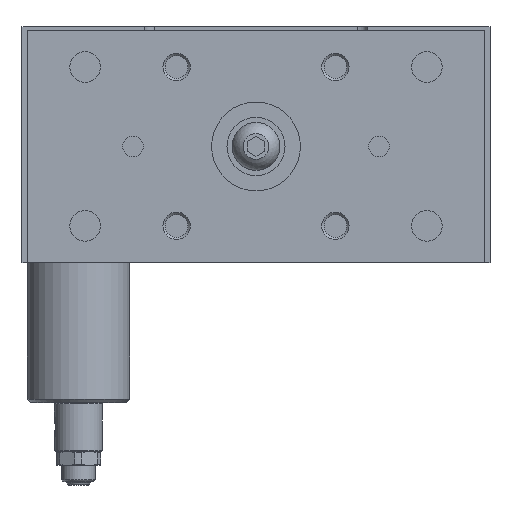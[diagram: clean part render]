
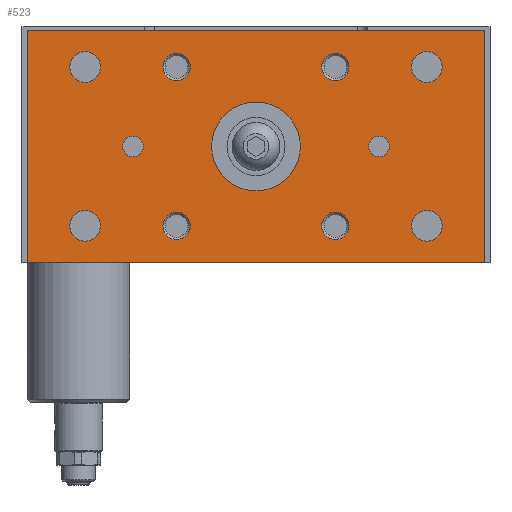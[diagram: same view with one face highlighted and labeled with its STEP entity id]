
A CAD part, left-side view. The second image highlights one B-rep face of the part: STEP entity #523.
In plain terms, the highlighted planar face has unit normal (-1, 0, 0).
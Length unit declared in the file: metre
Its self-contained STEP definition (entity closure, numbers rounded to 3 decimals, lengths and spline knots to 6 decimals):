
#523 = ADVANCED_FACE( '', ( #1471, #1472, #1473, #1474, #1475, #1476, #1477, #1478, #1479, #1480, #1481, #1482 ), #1483, .F. );
#1471 = FACE_BOUND( '', #3146, .T. );
#1472 = FACE_BOUND( '', #3147, .T. );
#1473 = FACE_BOUND( '', #3148, .T. );
#1474 = FACE_BOUND( '', #3149, .T. );
#1475 = FACE_BOUND( '', #3150, .T. );
#1476 = FACE_BOUND( '', #3151, .T. );
#1477 = FACE_BOUND( '', #3152, .T. );
#1478 = FACE_BOUND( '', #3153, .T. );
#1479 = FACE_BOUND( '', #3154, .T. );
#1480 = FACE_BOUND( '', #3155, .T. );
#1481 = FACE_BOUND( '', #3156, .T. );
#1482 = FACE_OUTER_BOUND( '', #3157, .T. );
#1483 = PLANE( '', #3158 );
#3146 = EDGE_LOOP( '', ( #4905 ) );
#3147 = EDGE_LOOP( '', ( #4906 ) );
#3148 = EDGE_LOOP( '', ( #4907 ) );
#3149 = EDGE_LOOP( '', ( #4908 ) );
#3150 = EDGE_LOOP( '', ( #4909 ) );
#3151 = EDGE_LOOP( '', ( #4910 ) );
#3152 = EDGE_LOOP( '', ( #4911 ) );
#3153 = EDGE_LOOP( '', ( #4912 ) );
#3154 = EDGE_LOOP( '', ( #4913 ) );
#3155 = EDGE_LOOP( '', ( #4914 ) );
#3156 = EDGE_LOOP( '', ( #4915 ) );
#3157 = EDGE_LOOP( '', ( #4916, #4917, #4918, #4919 ) );
#3158 = AXIS2_PLACEMENT_3D( '', #4920, #4921, #4922 );
#4905 = ORIENTED_EDGE( '', *, *, #8172, .T. );
#4906 = ORIENTED_EDGE( '', *, *, #8173, .T. );
#4907 = ORIENTED_EDGE( '', *, *, #8174, .F. );
#4908 = ORIENTED_EDGE( '', *, *, #8175, .F. );
#4909 = ORIENTED_EDGE( '', *, *, #8176, .T. );
#4910 = ORIENTED_EDGE( '', *, *, #8177, .F. );
#4911 = ORIENTED_EDGE( '', *, *, #8178, .T. );
#4912 = ORIENTED_EDGE( '', *, *, #8179, .T. );
#4913 = ORIENTED_EDGE( '', *, *, #8180, .F. );
#4914 = ORIENTED_EDGE( '', *, *, #8181, .F. );
#4915 = ORIENTED_EDGE( '', *, *, #8182, .T. );
#4916 = ORIENTED_EDGE( '', *, *, #8183, .T. );
#4917 = ORIENTED_EDGE( '', *, *, #8184, .T. );
#4918 = ORIENTED_EDGE( '', *, *, #8185, .T. );
#4919 = ORIENTED_EDGE( '', *, *, #8186, .T. );
#4920 = CARTESIAN_POINT( '', ( -0.027, -0.067, -0.069 ) );
#4921 = DIRECTION( '', ( 1., 0., 0. ) );
#4922 = DIRECTION( '', ( 0., 0., -1. ) );
#8172 = EDGE_CURVE( '', #9481, #9481, #9482, .T. );
#8173 = EDGE_CURVE( '', #9483, #9483, #9484, .T. );
#8174 = EDGE_CURVE( '', #9485, #9485, #9486, .T. );
#8175 = EDGE_CURVE( '', #9487, #9487, #9488, .T. );
#8176 = EDGE_CURVE( '', #9489, #9489, #9490, .T. );
#8177 = EDGE_CURVE( '', #9491, #9491, #9492, .T. );
#8178 = EDGE_CURVE( '', #9493, #9493, #9494, .T. );
#8179 = EDGE_CURVE( '', #9495, #9495, #9496, .T. );
#8180 = EDGE_CURVE( '', #9497, #9497, #9498, .T. );
#8181 = EDGE_CURVE( '', #9499, #9499, #9500, .T. );
#8182 = EDGE_CURVE( '', #9501, #9501, #9502, .T. );
#8183 = EDGE_CURVE( '', #9503, #9504, #9505, .T. );
#8184 = EDGE_CURVE( '', #9504, #9506, #9507, .T. );
#8185 = EDGE_CURVE( '', #9506, #9508, #9509, .T. );
#8186 = EDGE_CURVE( '', #9508, #9503, #9510, .T. );
#9481 = VERTEX_POINT( '', #11444 );
#9482 = CIRCLE( '', #11445, 0.013 );
#9483 = VERTEX_POINT( '', #11446 );
#9484 = CIRCLE( '', #11447, 0.004 );
#9485 = VERTEX_POINT( '', #11448 );
#9486 = CIRCLE( '', #11449, 0.004 );
#9487 = VERTEX_POINT( '', #11450 );
#9488 = CIRCLE( '', #11451, 0.004 );
#9489 = VERTEX_POINT( '', #11452 );
#9490 = CIRCLE( '', #11453, 0.004 );
#9491 = VERTEX_POINT( '', #11454 );
#9492 = CIRCLE( '', #11455, 0.003 );
#9493 = VERTEX_POINT( '', #11456 );
#9494 = CIRCLE( '', #11457, 0.003 );
#9495 = VERTEX_POINT( '', #11458 );
#9496 = CIRCLE( '', #11459, 0.0045 );
#9497 = VERTEX_POINT( '', #11460 );
#9498 = CIRCLE( '', #11461, 0.0045 );
#9499 = VERTEX_POINT( '', #11462 );
#9500 = CIRCLE( '', #11463, 0.0045 );
#9501 = VERTEX_POINT( '', #11464 );
#9502 = CIRCLE( '', #11465, 0.0045 );
#9503 = VERTEX_POINT( '', #11466 );
#9504 = VERTEX_POINT( '', #11467 );
#9505 = LINE( '', #11468, #11469 );
#9506 = VERTEX_POINT( '', #11470 );
#9507 = LINE( '', #11471, #11472 );
#9508 = VERTEX_POINT( '', #11473 );
#9509 = LINE( '', #11474, #11475 );
#9510 = LINE( '', #11476, #11477 );
#11444 = CARTESIAN_POINT( '', ( -0.027, -0.013, -0.035 ) );
#11445 = AXIS2_PLACEMENT_3D( '', #14187, #14188, #14189 );
#11446 = CARTESIAN_POINT( '', ( -0.027, -0.01925, -0.05825 ) );
#11447 = AXIS2_PLACEMENT_3D( '', #14190, #14191, #14192 );
#11448 = CARTESIAN_POINT( '', ( -0.027, 0.01925, -0.05825 ) );
#11449 = AXIS2_PLACEMENT_3D( '', #14193, #14194, #14195 );
#11450 = CARTESIAN_POINT( '', ( -0.027, -0.01925, -0.01175 ) );
#11451 = AXIS2_PLACEMENT_3D( '', #14196, #14197, #14198 );
#11452 = CARTESIAN_POINT( '', ( -0.027, 0.01925, -0.01175 ) );
#11453 = AXIS2_PLACEMENT_3D( '', #14199, #14200, #14201 );
#11454 = CARTESIAN_POINT( '', ( -0.027, -0.033, -0.035 ) );
#11455 = AXIS2_PLACEMENT_3D( '', #14202, #14203, #14204 );
#11456 = CARTESIAN_POINT( '', ( -0.027, 0.033, -0.035 ) );
#11457 = AXIS2_PLACEMENT_3D( '', #14205, #14206, #14207 );
#11458 = CARTESIAN_POINT( '', ( -0.027, -0.0545, -0.05825 ) );
#11459 = AXIS2_PLACEMENT_3D( '', #14208, #14209, #14210 );
#11460 = CARTESIAN_POINT( '', ( -0.027, 0.0545, -0.05825 ) );
#11461 = AXIS2_PLACEMENT_3D( '', #14211, #14212, #14213 );
#11462 = CARTESIAN_POINT( '', ( -0.027, -0.0545, -0.01175 ) );
#11463 = AXIS2_PLACEMENT_3D( '', #14214, #14215, #14216 );
#11464 = CARTESIAN_POINT( '', ( -0.027, 0.0545, -0.01175 ) );
#11465 = AXIS2_PLACEMENT_3D( '', #14217, #14218, #14219 );
#11466 = CARTESIAN_POINT( '', ( -0.027, -0.067, -0.069 ) );
#11467 = CARTESIAN_POINT( '', ( -0.027, -0.067, -0.001 ) );
#11468 = CARTESIAN_POINT( '', ( -0.027, -0.067, -0.069 ) );
#11469 = VECTOR( '', #14220, 1. );
#11470 = CARTESIAN_POINT( '', ( -0.027, 0.067, -0.001 ) );
#11471 = CARTESIAN_POINT( '', ( -0.027, -0.067, -0.001 ) );
#11472 = VECTOR( '', #14221, 1. );
#11473 = CARTESIAN_POINT( '', ( -0.027, 0.067, -0.069 ) );
#11474 = CARTESIAN_POINT( '', ( -0.027, 0.067, -0.001 ) );
#11475 = VECTOR( '', #14222, 1. );
#11476 = CARTESIAN_POINT( '', ( -0.027, 0.067, -0.069 ) );
#11477 = VECTOR( '', #14223, 1. );
#14187 = CARTESIAN_POINT( '', ( -0.027, 0., -0.035 ) );
#14188 = DIRECTION( '', ( 1., 0., 0. ) );
#14189 = DIRECTION( '', ( 0., -1., 0. ) );
#14190 = CARTESIAN_POINT( '', ( -0.027, -0.02325, -0.05825 ) );
#14191 = DIRECTION( '', ( 1., 0., 0. ) );
#14192 = DIRECTION( '', ( 0., 1., 0. ) );
#14193 = CARTESIAN_POINT( '', ( -0.027, 0.02325, -0.05825 ) );
#14194 = DIRECTION( '', ( -1., 0., 0. ) );
#14195 = DIRECTION( '', ( 0., -1., 0. ) );
#14196 = CARTESIAN_POINT( '', ( -0.027, -0.02325, -0.01175 ) );
#14197 = DIRECTION( '', ( -1., 0., 0. ) );
#14198 = DIRECTION( '', ( 0., 1., 0. ) );
#14199 = CARTESIAN_POINT( '', ( -0.027, 0.02325, -0.01175 ) );
#14200 = DIRECTION( '', ( 1., 0., 0. ) );
#14201 = DIRECTION( '', ( 0., -1., 0. ) );
#14202 = CARTESIAN_POINT( '', ( -0.027, -0.036, -0.035 ) );
#14203 = DIRECTION( '', ( -1., 0., 0. ) );
#14204 = DIRECTION( '', ( 0., 1., 0. ) );
#14205 = CARTESIAN_POINT( '', ( -0.027, 0.036, -0.035 ) );
#14206 = DIRECTION( '', ( 1., 0., 0. ) );
#14207 = DIRECTION( '', ( 0., -1., 0. ) );
#14208 = CARTESIAN_POINT( '', ( -0.027, -0.05, -0.05825 ) );
#14209 = DIRECTION( '', ( 1., 0., 0. ) );
#14210 = DIRECTION( '', ( 0., -1., 0. ) );
#14211 = CARTESIAN_POINT( '', ( -0.027, 0.05, -0.05825 ) );
#14212 = DIRECTION( '', ( -1., 0., 0. ) );
#14213 = DIRECTION( '', ( 0., 1., 0. ) );
#14214 = CARTESIAN_POINT( '', ( -0.027, -0.05, -0.01175 ) );
#14215 = DIRECTION( '', ( -1., 0., 0. ) );
#14216 = DIRECTION( '', ( 0., -1., 0. ) );
#14217 = CARTESIAN_POINT( '', ( -0.027, 0.05, -0.01175 ) );
#14218 = DIRECTION( '', ( 1., 0., 0. ) );
#14219 = DIRECTION( '', ( 0., 1., 0. ) );
#14220 = DIRECTION( '', ( 0., 0., 1. ) );
#14221 = DIRECTION( '', ( 0., 1., 0. ) );
#14222 = DIRECTION( '', ( 0., 0., -1. ) );
#14223 = DIRECTION( '', ( 0., -1., 0. ) );
